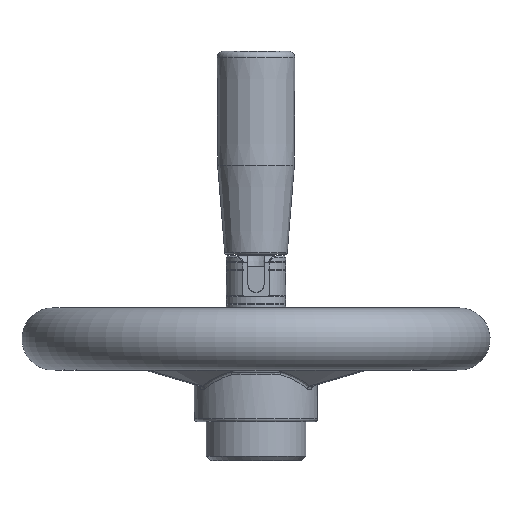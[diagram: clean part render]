
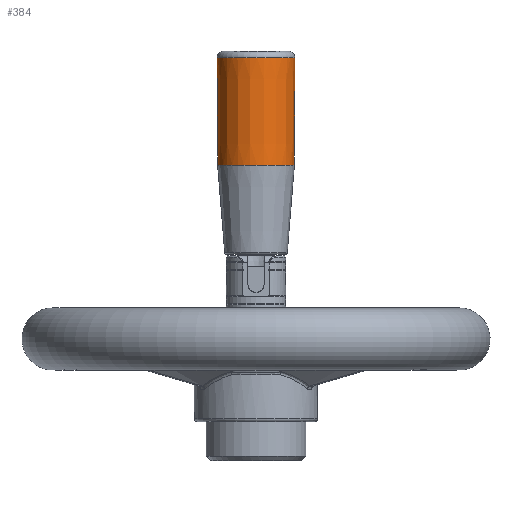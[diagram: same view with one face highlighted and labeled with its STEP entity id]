
A CAD part, left-side view. The second image highlights one B-rep face of the part: STEP entity #384.
In plain terms, the highlighted conical face has half-angle 0.314 degrees and reference radius 12.489 mm.
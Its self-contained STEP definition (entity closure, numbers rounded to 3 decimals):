
#384 = ADVANCED_FACE( '', ( #929, #930 ), #931, .T. );
#929 = FACE_BOUND( '', #3346, .T. );
#930 = FACE_OUTER_BOUND( '', #3347, .T. );
#931 = CONICAL_SURFACE( '', #3348, 12.489, 0.005 );
#3346 = EDGE_LOOP( '', ( #9877 ) );
#3347 = EDGE_LOOP( '', ( #9878 ) );
#3348 = AXIS2_PLACEMENT_3D( '', #9879, #9880, #9881 );
#9877 = ORIENTED_EDGE( '', *, *, #11427, .F. );
#9878 = ORIENTED_EDGE( '', *, *, #11428, .T. );
#9879 = CARTESIAN_POINT( '', ( 56., 0., 129.179 ) );
#9880 = DIRECTION( '', ( 0., 0., 1. ) );
#9881 = DIRECTION( '', ( 0.369, -0.929, 0. ) );
#11427 = EDGE_CURVE( '', #12397, #12397, #12398, .T. );
#11428 = EDGE_CURVE( '', #12399, #12399, #12400, .T. );
#12397 = VERTEX_POINT( '', #15721 );
#12398 = CIRCLE( '', #15722, 12.3 );
#12399 = VERTEX_POINT( '', #15723 );
#12400 = CIRCLE( '', #15724, 12.489 );
#15721 = CARTESIAN_POINT( '', ( 51.462, 11.432, 94.69 ) );
#15722 = AXIS2_PLACEMENT_3D( '', #19243, #19244, #19245 );
#15723 = CARTESIAN_POINT( '', ( 51.392, 11.608, 129.179 ) );
#15724 = AXIS2_PLACEMENT_3D( '', #19246, #19247, #19248 );
#19243 = CARTESIAN_POINT( '', ( 56., 0., 94.69 ) );
#19244 = DIRECTION( '', ( 0., 0., -1. ) );
#19245 = DIRECTION( '', ( -0.369, 0.929, 0. ) );
#19246 = CARTESIAN_POINT( '', ( 56., 0., 129.179 ) );
#19247 = DIRECTION( '', ( 0., 0., -1. ) );
#19248 = DIRECTION( '', ( -0.369, 0.929, 0. ) );
